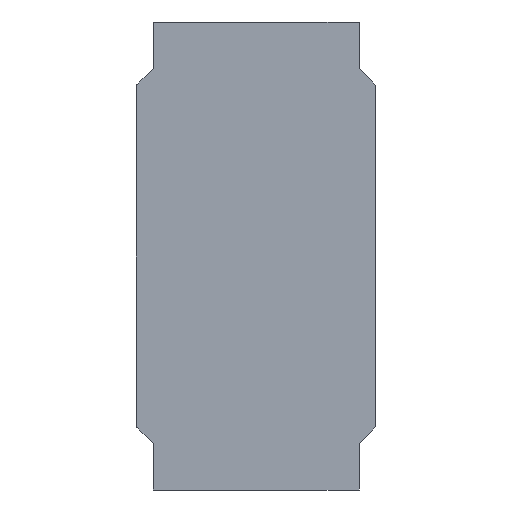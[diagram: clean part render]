
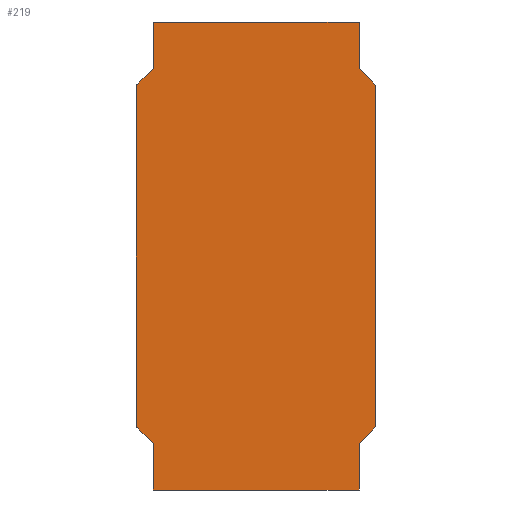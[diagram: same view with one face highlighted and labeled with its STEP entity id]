
A CAD part, front view. The second image highlights one B-rep face of the part: STEP entity #219.
In plain terms, the highlighted planar face has unit normal (0, -1, 0).
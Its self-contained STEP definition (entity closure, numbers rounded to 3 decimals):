
#1 = FACE_OUTER_BOUND ( 'NONE', #237, .T. ) ;
#15 = LINE ( 'NONE', #466, #721 ) ;
#17 = VERTEX_POINT ( 'NONE', #861 ) ;
#24 = VERTEX_POINT ( 'NONE', #904 ) ;
#55 = EDGE_CURVE ( 'NONE', #24, #158, #948, .T. ) ;
#63 = VECTOR ( 'NONE', #835, 1000. ) ;
#114 = VERTEX_POINT ( 'NONE', #762 ) ;
#120 = LINE ( 'NONE', #471, #560 ) ;
#127 = VECTOR ( 'NONE', #426, 1000. ) ;
#134 = VECTOR ( 'NONE', #418, 1000. ) ;
#150 = LINE ( 'NONE', #428, #127 ) ;
#154 = ORIENTED_EDGE ( 'NONE', *, *, #531, .F. ) ;
#155 = EDGE_CURVE ( 'NONE', #572, #24, #244, .T. ) ;
#158 = VERTEX_POINT ( 'NONE', #589 ) ;
#161 = VERTEX_POINT ( 'NONE', #587 ) ;
#165 = ORIENTED_EDGE ( 'NONE', *, *, #393, .F. ) ;
#171 = ORIENTED_EDGE ( 'NONE', *, *, #453, .F. ) ;
#178 = LINE ( 'NONE', #485, #434 ) ;
#182 = ORIENTED_EDGE ( 'NONE', *, *, #827, .F. ) ;
#187 = ORIENTED_EDGE ( 'NONE', *, *, #345, .F. ) ;
#191 = ORIENTED_EDGE ( 'NONE', *, *, #366, .F. ) ;
#192 = EDGE_CURVE ( 'NONE', #569, #229, #257, .T. ) ;
#193 = LINE ( 'NONE', #417, #134 ) ;
#197 = ORIENTED_EDGE ( 'NONE', *, *, #55, .F. ) ;
#202 = ORIENTED_EDGE ( 'NONE', *, *, #155, .F. ) ;
#205 = ORIENTED_EDGE ( 'NONE', *, *, #963, .F. ) ;
#207 = VECTOR ( 'NONE', #592, 1000. ) ;
#219 = ADVANCED_FACE ( 'NONE', ( #1 ), #741, .F. ) ;
#227 = VECTOR ( 'NONE', #294, 1000. ) ;
#229 = VERTEX_POINT ( 'NONE', #549 ) ;
#232 = ORIENTED_EDGE ( 'NONE', *, *, #399, .F. ) ;
#237 = EDGE_LOOP ( 'NONE', ( #154, #165, #171, #182, #187, #191, #197, #202, #205, #232, #258, #311, #319, #357 ) ) ;
#244 = LINE ( 'NONE', #611, #207 ) ;
#257 = LINE ( 'NONE', #541, #530 ) ;
#258 = ORIENTED_EDGE ( 'NONE', *, *, #950, .F. ) ;
#273 = VECTOR ( 'NONE', #478, 1000. ) ;
#294 = DIRECTION ( 'NONE',  ( 1., 0., 0. ) ) ;
#295 = CARTESIAN_POINT ( 'NONE',  ( 62.15, 0., -28.15 ) ) ;
#311 = ORIENTED_EDGE ( 'NONE', *, *, #380, .F. ) ;
#316 = DIRECTION ( 'NONE',  ( 0.71, 0., 0.704 ) ) ;
#317 = CARTESIAN_POINT ( 'NONE',  ( 31.9, 0., -29.497 ) ) ;
#319 = ORIENTED_EDGE ( 'NONE', *, *, #192, .F. ) ;
#331 = CARTESIAN_POINT ( 'NONE',  ( 32.25, 0., -37.15 ) ) ;
#345 = EDGE_CURVE ( 'NONE', #17, #161, #178, .T. ) ;
#352 = DIRECTION ( 'NONE',  ( 0., 0., -1. ) ) ;
#356 = CARTESIAN_POINT ( 'NONE',  ( 36.65, 0., -38.15 ) ) ;
#357 = ORIENTED_EDGE ( 'NONE', *, *, #365, .F. ) ;
#365 = EDGE_CURVE ( 'NONE', #486, #569, #573, .T. ) ;
#366 = EDGE_CURVE ( 'NONE', #158, #17, #738, .T. ) ;
#368 = CARTESIAN_POINT ( 'NONE',  ( 32.25, 0., -28.15 ) ) ;
#380 = EDGE_CURVE ( 'NONE', #229, #653, #15, .T. ) ;
#384 = CARTESIAN_POINT ( 'NONE',  ( 32.25, 0., -38.15 ) ) ;
#385 = CARTESIAN_POINT ( 'NONE',  ( 31.9, 0., -29.497 ) ) ;
#390 = CARTESIAN_POINT ( 'NONE',  ( 36.65, 0., -28.15 ) ) ;
#393 = EDGE_CURVE ( 'NONE', #781, #892, #120, .T. ) ;
#399 = EDGE_CURVE ( 'NONE', #421, #805, #547, .T. ) ;
#411 = CARTESIAN_POINT ( 'NONE',  ( 31.892, 0., -36.811 ) ) ;
#414 = CARTESIAN_POINT ( 'NONE',  ( 31.9, 0., -36.803 ) ) ;
#417 = CARTESIAN_POINT ( 'NONE',  ( 32.25, 0., -37.15 ) ) ;
#418 = DIRECTION ( 'NONE',  ( -0.71, 0., 0.704 ) ) ;
#421 = VERTEX_POINT ( 'NONE', #441 ) ;
#424 = LINE ( 'NONE', #295, #227 ) ;
#426 = DIRECTION ( 'NONE',  ( -1., 0., 0. ) ) ;
#428 = CARTESIAN_POINT ( 'NONE',  ( 62.15, 0., -38.15 ) ) ;
#434 = VECTOR ( 'NONE', #480, 1000. ) ;
#441 = CARTESIAN_POINT ( 'NONE',  ( 32.25, 0., -29.15 ) ) ;
#442 = DIRECTION ( 'NONE',  ( 0., 0., 1. ) ) ;
#445 = DIRECTION ( 'NONE',  ( 0., 0., 1. ) ) ;
#453 = EDGE_CURVE ( 'NONE', #114, #781, #150, .T. ) ;
#458 = DIRECTION ( 'NONE',  ( 0., 0., 1. ) ) ;
#459 = DIRECTION ( 'NONE',  ( 0.71, 0., -0.704 ) ) ;
#463 = CARTESIAN_POINT ( 'NONE',  ( 32.25, 0., -38.15 ) ) ;
#466 = CARTESIAN_POINT ( 'NONE',  ( 31.892, 0., -29.489 ) ) ;
#471 = CARTESIAN_POINT ( 'NONE',  ( 32.25, 0., -38.15 ) ) ;
#472 = DIRECTION ( 'NONE',  ( 0., 0., -1. ) ) ;
#473 = VECTOR ( 'NONE', #316, 1000. ) ;
#476 = CARTESIAN_POINT ( 'NONE',  ( 37., 0., -3.35 ) ) ;
#478 = DIRECTION ( 'NONE',  ( -0.71, 0., -0.704 ) ) ;
#480 = DIRECTION ( 'NONE',  ( -0.71, 0., -0.704 ) ) ;
#482 = LINE ( 'NONE', #317, #473 ) ;
#485 = CARTESIAN_POINT ( 'NONE',  ( 37., 0., -36.803 ) ) ;
#486 = VERTEX_POINT ( 'NONE', #414 ) ;
#495 = CARTESIAN_POINT ( 'NONE',  ( 31.9, 0., -36.803 ) ) ;
#509 = LINE ( 'NONE', #356, #672 ) ;
#530 = VECTOR ( 'NONE', #442, 1000. ) ;
#531 = EDGE_CURVE ( 'NONE', #892, #486, #193, .T. ) ;
#541 = CARTESIAN_POINT ( 'NONE',  ( 31.892, 0., -3.35 ) ) ;
#547 = LINE ( 'NONE', #463, #746 ) ;
#549 = CARTESIAN_POINT ( 'NONE',  ( 31.892, 0., -29.489 ) ) ;
#560 = VECTOR ( 'NONE', #458, 1000. ) ;
#569 = VERTEX_POINT ( 'NONE', #411 ) ;
#572 = VERTEX_POINT ( 'NONE', #390 ) ;
#573 = LINE ( 'NONE', #495, #273 ) ;
#587 = CARTESIAN_POINT ( 'NONE',  ( 36.65, 0., -37.15 ) ) ;
#589 = CARTESIAN_POINT ( 'NONE',  ( 37., 0., -29.497 ) ) ;
#592 = DIRECTION ( 'NONE',  ( 0., 0., -1. ) ) ;
#611 = CARTESIAN_POINT ( 'NONE',  ( 36.65, 0., -38.15 ) ) ;
#651 = DIRECTION ( 'NONE',  ( 0., 0., 1. ) ) ;
#653 = VERTEX_POINT ( 'NONE', #385 ) ;
#655 = CARTESIAN_POINT ( 'NONE',  ( 62.15, 0., -3.35 ) ) ;
#672 = VECTOR ( 'NONE', #352, 1000. ) ;
#698 = DIRECTION ( 'NONE',  ( 0., 1., 0. ) ) ;
#721 = VECTOR ( 'NONE', #459, 1000. ) ;
#733 = VECTOR ( 'NONE', #472, 1000. ) ;
#738 = LINE ( 'NONE', #476, #733 ) ;
#741 = PLANE ( 'NONE',  #772 ) ;
#746 = VECTOR ( 'NONE', #445, 1000. ) ;
#762 = CARTESIAN_POINT ( 'NONE',  ( 36.65, 0., -38.15 ) ) ;
#772 = AXIS2_PLACEMENT_3D ( 'NONE', #655, #698, #651 ) ;
#781 = VERTEX_POINT ( 'NONE', #384 ) ;
#805 = VERTEX_POINT ( 'NONE', #368 ) ;
#827 = EDGE_CURVE ( 'NONE', #161, #114, #509, .T. ) ;
#831 = CARTESIAN_POINT ( 'NONE',  ( 36.65, 0., -29.15 ) ) ;
#835 = DIRECTION ( 'NONE',  ( 0.71, 0., -0.704 ) ) ;
#861 = CARTESIAN_POINT ( 'NONE',  ( 37., 0., -36.803 ) ) ;
#892 = VERTEX_POINT ( 'NONE', #331 ) ;
#904 = CARTESIAN_POINT ( 'NONE',  ( 36.65, 0., -29.15 ) ) ;
#948 = LINE ( 'NONE', #831, #63 ) ;
#950 = EDGE_CURVE ( 'NONE', #653, #421, #482, .T. ) ;
#963 = EDGE_CURVE ( 'NONE', #805, #572, #424, .T. ) ;
